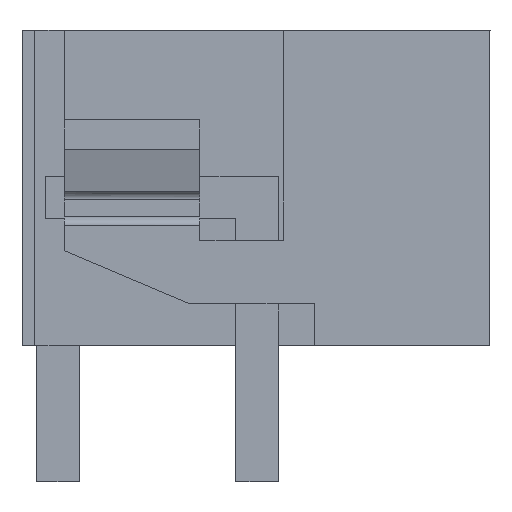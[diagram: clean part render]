
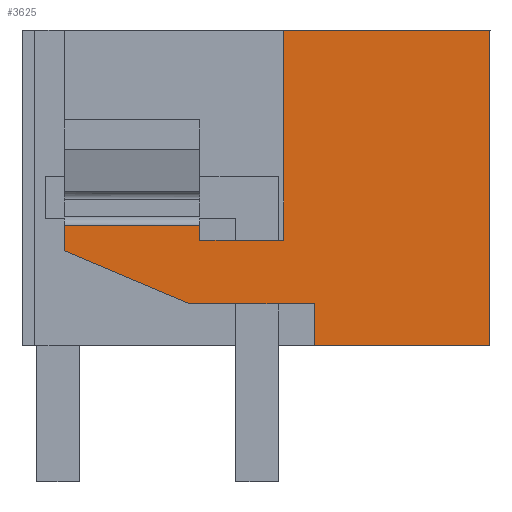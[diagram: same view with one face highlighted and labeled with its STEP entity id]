
A CAD part, left-side view. The second image highlights one B-rep face of the part: STEP entity #3625.
In plain terms, the highlighted planar face has unit normal (-1, 0, 0).
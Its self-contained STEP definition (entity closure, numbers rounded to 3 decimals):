
#3556=AXIS2_PLACEMENT_3D('Plane Axis2P3D',#3553,#3554,#3555) ;
#88=CARTESIAN_POINT('Vertex',(0.,0.,3.2)) ;
#93=CARTESIAN_POINT('Line Origine',(0.,2.075,3.2)) ;
#97=CARTESIAN_POINT('Vertex',(0.,4.15,3.2)) ;
#1299=CARTESIAN_POINT('Vertex',(0.,4.875,10.65)) ;
#1302=CARTESIAN_POINT('Line Origine',(0.,2.437,10.65)) ;
#1306=CARTESIAN_POINT('Vertex',(0.,0.,10.65)) ;
#3458=CARTESIAN_POINT('Line Origine',(0.,0.,6.925)) ;
#3553=CARTESIAN_POINT('Axis2P3D Location',(0.,11.05,0.)) ;
#3558=CARTESIAN_POINT('Line Origine',(0.,4.875,8.175)) ;
#3562=CARTESIAN_POINT('Vertex',(0.,4.875,5.7)) ;
#3565=CARTESIAN_POINT('Line Origine',(0.,5.863,5.7)) ;
#3569=CARTESIAN_POINT('Vertex',(0.,6.85,5.7)) ;
#3572=CARTESIAN_POINT('Line Origine',(0.,6.85,5.875)) ;
#3576=CARTESIAN_POINT('Vertex',(0.,6.85,6.05)) ;
#3579=CARTESIAN_POINT('Line Origine',(0.,8.45,6.05)) ;
#3583=CARTESIAN_POINT('Vertex',(0.,10.05,6.05)) ;
#3586=CARTESIAN_POINT('Line Origine',(0.,10.05,5.75)) ;
#3590=CARTESIAN_POINT('Vertex',(0.,10.05,5.45)) ;
#3593=CARTESIAN_POINT('Line Origine',(0.,8.571,4.823)) ;
#3597=CARTESIAN_POINT('Vertex',(0.,7.092,4.197)) ;
#3600=CARTESIAN_POINT('Line Origine',(0.,5.621,4.197)) ;
#3604=CARTESIAN_POINT('Vertex',(0.,4.15,4.197)) ;
#3607=CARTESIAN_POINT('Line Origine',(0.,4.15,3.698)) ;
#94=DIRECTION('Vector Direction',(0.,1.,0.)) ;
#1303=DIRECTION('Vector Direction',(0.,-1.,0.)) ;
#3459=DIRECTION('Vector Direction',(0.,0.,-1.)) ;
#3554=DIRECTION('Axis2P3D Direction',(-1.,0.,0.)) ;
#3555=DIRECTION('Axis2P3D XDirection',(0.,-1.,0.)) ;
#3559=DIRECTION('Vector Direction',(0.,0.,1.)) ;
#3566=DIRECTION('Vector Direction',(0.,1.,0.)) ;
#3573=DIRECTION('Vector Direction',(0.,0.,1.)) ;
#3580=DIRECTION('Vector Direction',(0.,-1.,0.)) ;
#3587=DIRECTION('Vector Direction',(0.,0.,-1.)) ;
#3594=DIRECTION('Vector Direction',(0.,0.921,0.39)) ;
#3601=DIRECTION('Vector Direction',(0.,-1.,0.)) ;
#3608=DIRECTION('Vector Direction',(0.,0.,-1.)) ;
#95=VECTOR('Line Direction',#94,1.) ;
#1304=VECTOR('Line Direction',#1303,1.) ;
#3460=VECTOR('Line Direction',#3459,1.) ;
#3560=VECTOR('Line Direction',#3559,1.) ;
#3567=VECTOR('Line Direction',#3566,1.) ;
#3574=VECTOR('Line Direction',#3573,1.) ;
#3581=VECTOR('Line Direction',#3580,1.) ;
#3588=VECTOR('Line Direction',#3587,1.) ;
#3595=VECTOR('Line Direction',#3594,1.) ;
#3602=VECTOR('Line Direction',#3601,1.) ;
#3609=VECTOR('Line Direction',#3608,1.) ;
#3613=ORIENTED_EDGE('',*,*,#99,.T.) ;
#3614=ORIENTED_EDGE('',*,*,#3462,.T.) ;
#3615=ORIENTED_EDGE('',*,*,#1308,.T.) ;
#3616=ORIENTED_EDGE('',*,*,#3564,.T.) ;
#3617=ORIENTED_EDGE('',*,*,#3571,.T.) ;
#3618=ORIENTED_EDGE('',*,*,#3578,.T.) ;
#3619=ORIENTED_EDGE('',*,*,#3585,.F.) ;
#3620=ORIENTED_EDGE('',*,*,#3592,.T.) ;
#3621=ORIENTED_EDGE('',*,*,#3599,.T.) ;
#3622=ORIENTED_EDGE('',*,*,#3606,.T.) ;
#3623=ORIENTED_EDGE('',*,*,#3611,.T.) ;
#3625=ADVANCED_FACE('HOUSING',(#3624),#3557,.T.) ;
#99=EDGE_CURVE('',#98,#89,#96,.F.) ;
#1308=EDGE_CURVE('',#1307,#1300,#1305,.F.) ;
#3462=EDGE_CURVE('',#89,#1307,#3461,.F.) ;
#3564=EDGE_CURVE('',#1300,#3563,#3561,.F.) ;
#3571=EDGE_CURVE('',#3563,#3570,#3568,.T.) ;
#3578=EDGE_CURVE('',#3570,#3577,#3575,.T.) ;
#3585=EDGE_CURVE('',#3584,#3577,#3582,.T.) ;
#3592=EDGE_CURVE('',#3584,#3591,#3589,.T.) ;
#3599=EDGE_CURVE('',#3591,#3598,#3596,.F.) ;
#3606=EDGE_CURVE('',#3598,#3605,#3603,.T.) ;
#3611=EDGE_CURVE('',#3605,#98,#3610,.T.) ;
#3612=EDGE_LOOP('',(#3613,#3614,#3615,#3616,#3617,#3618,#3619,#3620,#3621,#3622,#3623)) ;
#3624=FACE_OUTER_BOUND('',#3612,.T.) ;
#96=LINE('Line',#93,#95) ;
#1305=LINE('Line',#1302,#1304) ;
#3461=LINE('Line',#3458,#3460) ;
#3561=LINE('Line',#3558,#3560) ;
#3568=LINE('Line',#3565,#3567) ;
#3575=LINE('Line',#3572,#3574) ;
#3582=LINE('Line',#3579,#3581) ;
#3589=LINE('Line',#3586,#3588) ;
#3596=LINE('Line',#3593,#3595) ;
#3603=LINE('Line',#3600,#3602) ;
#3610=LINE('Line',#3607,#3609) ;
#3557=PLANE('',#3556) ;
#89=VERTEX_POINT('',#88) ;
#98=VERTEX_POINT('',#97) ;
#1300=VERTEX_POINT('',#1299) ;
#1307=VERTEX_POINT('',#1306) ;
#3563=VERTEX_POINT('',#3562) ;
#3570=VERTEX_POINT('',#3569) ;
#3577=VERTEX_POINT('',#3576) ;
#3584=VERTEX_POINT('',#3583) ;
#3591=VERTEX_POINT('',#3590) ;
#3598=VERTEX_POINT('',#3597) ;
#3605=VERTEX_POINT('',#3604) ;
